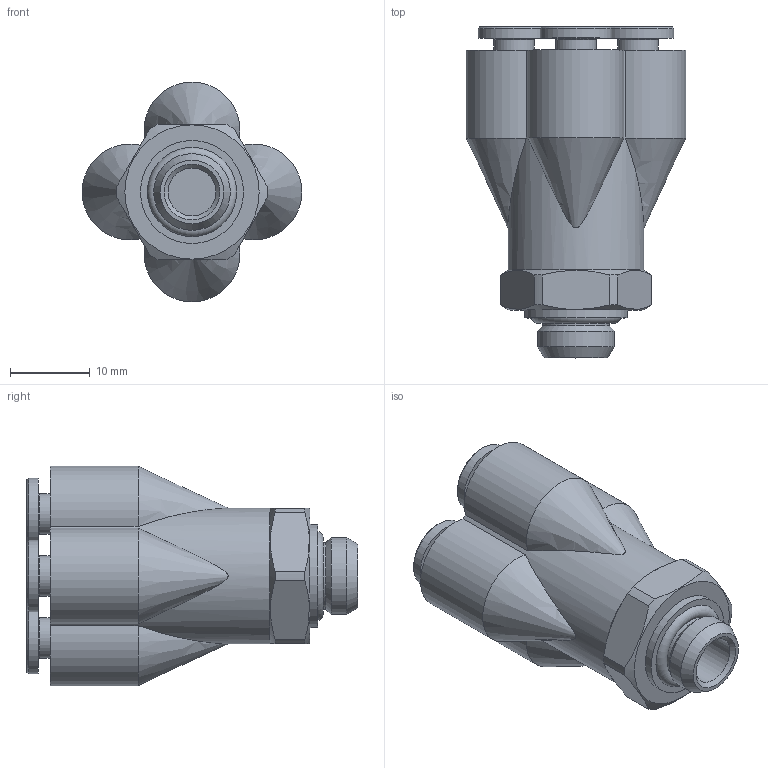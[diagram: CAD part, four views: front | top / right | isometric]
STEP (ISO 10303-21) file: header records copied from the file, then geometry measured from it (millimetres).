
FILE_DESCRIPTION( ( 'STEP AP214' ), '1' );
FILE_NAME( 'psolqas_13404_64.stp', '2021-03-04T17:13:18', ( 'License CC BY-ND 4.0' ), ( 'CADENAS' ), ' ', 'PARTsolutions', ' ' );
FILE_SCHEMA( ( 'AUTOMOTIVE_DESIGN { 1 0 10303 214 1 1 1 1 }' ) );
Length unit declared in the file: metre
Products named in the file (1): NONE
Bounding box: 27.45 x 41.5 x 27.45 mm (x, y, z)
Volume: 9675.5 mm3; surface area: 5875.7 mm2
Topology: 1 solids, 1 shells, 788 faces, 2113 edges, 1405 vertices
Faces by surface type: plane 450, bspline 248, cylinder 68, cone 21, torus 1
Full cylindrical faces by diameter (mm): 3.2 x4, 3.5 x1, 4.15 x4, 5.1 x4, 6 x1, 8.3 x1, 9 x4, 9.6 x1, 12.9 x1, 17 x1
Entity records: 43948 total; most frequent: CARTESIAN_POINT 19661, ORIENTED_EDGE 4120, DIRECTION 2830, EDGE_CURVE 2060, VERTEX_POINT 1392, LINE 1332, VECTOR 1332, EDGE_LOOP 922
